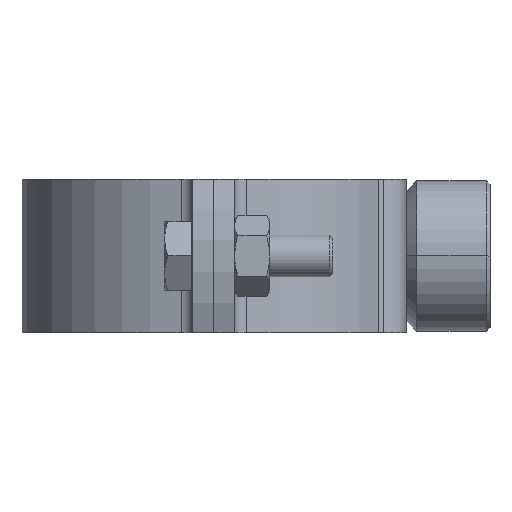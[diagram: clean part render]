
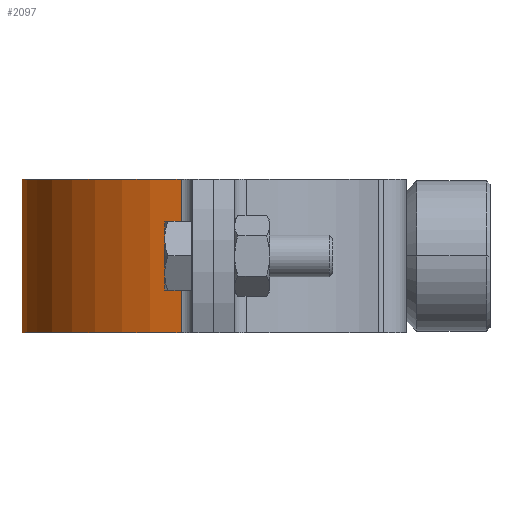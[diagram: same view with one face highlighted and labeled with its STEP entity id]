
A CAD part, left-side view. The second image highlights one B-rep face of the part: STEP entity #2097.
In plain terms, the highlighted cylindrical face has radius 27.5 mm (diameter 55 mm), a partial arc.
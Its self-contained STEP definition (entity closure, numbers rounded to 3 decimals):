
#242 = VERTEX_POINT ( 'NONE', #3941 ) ;
#744 = CARTESIAN_POINT ( 'NONE',  ( 27.102, -4.661, -11. ) ) ;
#821 = DIRECTION ( 'NONE',  ( 0., 0., 1. ) ) ;
#828 = DIRECTION ( 'NONE',  ( 1., 0., 0. ) ) ;
#842 = CARTESIAN_POINT ( 'NONE',  ( 0., 0., -11. ) ) ;
#976 = DIRECTION ( 'NONE',  ( -1., 0., 0. ) ) ;
#978 = DIRECTION ( 'NONE',  ( 0., 0., -1. ) ) ;
#984 = CARTESIAN_POINT ( 'NONE',  ( 0., 0., 11. ) ) ;
#986 = CYLINDRICAL_SURFACE ( 'NONE', #4618, 27.5 ) ;
#994 = FACE_OUTER_BOUND ( 'NONE', #2823, .T. ) ;
#1216 = CARTESIAN_POINT ( 'NONE',  ( -27.102, -4.661, -11. ) ) ;
#1374 = EDGE_CURVE ( 'NONE', #242, #5910, #5563, .T. ) ;
#1387 = DIRECTION ( 'NONE',  ( 0., 0., -1. ) ) ;
#1394 = CARTESIAN_POINT ( 'NONE',  ( -27.102, -4.661, 11. ) ) ;
#1396 = LINE ( 'NONE', #1394, #3733 ) ;
#1589 = AXIS2_PLACEMENT_3D ( 'NONE', #842, #821, #828 ) ;
#1876 = EDGE_CURVE ( 'NONE', #242, #1981, #1396, .T. ) ;
#1981 = VERTEX_POINT ( 'NONE', #1216 ) ;
#2097 = ADVANCED_FACE ( 'NONE', ( #994 ), #986, .T. ) ;
#2158 = DIRECTION ( 'NONE',  ( 1., 0., 0. ) ) ;
#2169 = DIRECTION ( 'NONE',  ( 0., 0., 1. ) ) ;
#2171 = CARTESIAN_POINT ( 'NONE',  ( 0., 0., 11. ) ) ;
#2234 = VERTEX_POINT ( 'NONE', #744 ) ;
#2823 = EDGE_LOOP ( 'NONE', ( #6229, #6226, #6224, #6220 ) ) ;
#2925 = AXIS2_PLACEMENT_3D ( 'NONE', #2171, #2169, #2158 ) ;
#3249 = EDGE_CURVE ( 'NONE', #1981, #2234, #4449, .T. ) ;
#3733 = VECTOR ( 'NONE', #1387, 1000. ) ;
#3941 = CARTESIAN_POINT ( 'NONE',  ( -27.102, -4.661, 11. ) ) ;
#4012 = CARTESIAN_POINT ( 'NONE',  ( 27.102, -4.661, 11. ) ) ;
#4449 = CIRCLE ( 'NONE', #1589, 27.5 ) ;
#4618 = AXIS2_PLACEMENT_3D ( 'NONE', #984, #978, #976 ) ;
#4908 = EDGE_CURVE ( 'NONE', #5910, #2234, #5822, .T. ) ;
#5563 = CIRCLE ( 'NONE', #2925, 27.5 ) ;
#5822 = LINE ( 'NONE', #5925, #5893 ) ;
#5893 = VECTOR ( 'NONE', #5911, 1000. ) ;
#5910 = VERTEX_POINT ( 'NONE', #4012 ) ;
#5911 = DIRECTION ( 'NONE',  ( 0., 0., -1. ) ) ;
#5925 = CARTESIAN_POINT ( 'NONE',  ( 27.102, -4.661, 11. ) ) ;
#6220 = ORIENTED_EDGE ( 'NONE', *, *, #1876, .T. ) ;
#6224 = ORIENTED_EDGE ( 'NONE', *, *, #1374, .F. ) ;
#6226 = ORIENTED_EDGE ( 'NONE', *, *, #4908, .F. ) ;
#6229 = ORIENTED_EDGE ( 'NONE', *, *, #3249, .T. ) ;
